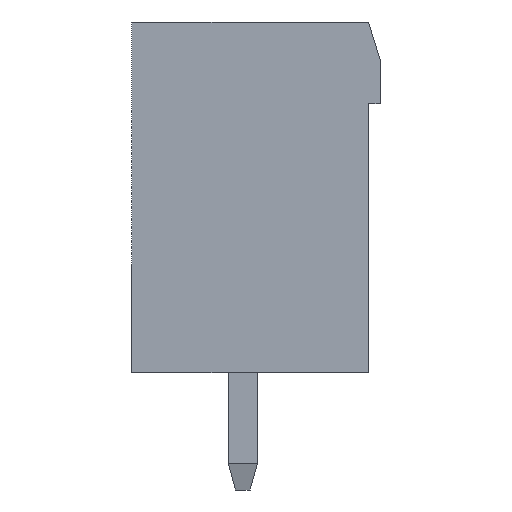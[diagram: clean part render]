
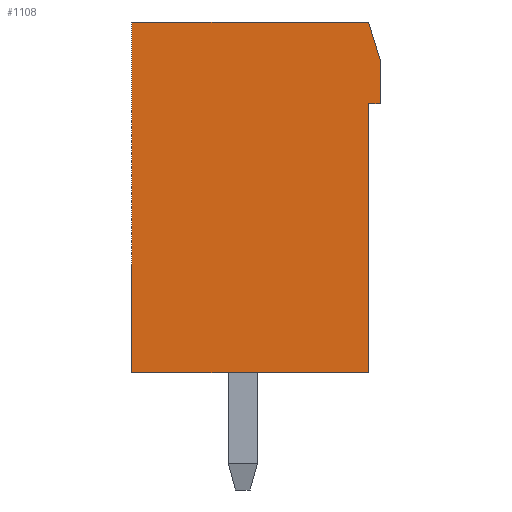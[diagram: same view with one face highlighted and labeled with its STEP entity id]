
A CAD part, left-side view. The second image highlights one B-rep face of the part: STEP entity #1108.
In plain terms, the highlighted planar face has unit normal (-1, 0, 0).
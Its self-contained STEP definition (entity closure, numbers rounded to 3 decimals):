
#1108 = ADVANCED_FACE( '', ( #2815 ), #2816, .T. );
#2815 = FACE_OUTER_BOUND( '', #5285, .T. );
#2816 = PLANE( '', #5286 );
#5285 = EDGE_LOOP( '', ( #7895, #7896, #7897, #7898, #7899, #7900, #7901 ) );
#5286 = AXIS2_PLACEMENT_3D( '', #7902, #7903, #7904 );
#7895 = ORIENTED_EDGE( '', *, *, #15420, .T. );
#7896 = ORIENTED_EDGE( '', *, *, #15421, .T. );
#7897 = ORIENTED_EDGE( '', *, *, #15422, .T. );
#7898 = ORIENTED_EDGE( '', *, *, #15423, .T. );
#7899 = ORIENTED_EDGE( '', *, *, #15424, .T. );
#7900 = ORIENTED_EDGE( '', *, *, #15425, .T. );
#7901 = ORIENTED_EDGE( '', *, *, #15426, .T. );
#7902 = CARTESIAN_POINT( '', ( -59.42, 0., 0. ) );
#7903 = DIRECTION( '', ( -1., 0., 0. ) );
#7904 = DIRECTION( '', ( 0., 0., 1. ) );
#15420 = EDGE_CURVE( '', #18558, #18559, #18560, .T. );
#15421 = EDGE_CURVE( '', #18559, #18561, #18562, .T. );
#15422 = EDGE_CURVE( '', #18561, #18563, #18564, .T. );
#15423 = EDGE_CURVE( '', #18563, #18565, #18566, .T. );
#15424 = EDGE_CURVE( '', #18565, #18567, #18568, .T. );
#15425 = EDGE_CURVE( '', #18567, #18569, #18570, .T. );
#15426 = EDGE_CURVE( '', #18569, #18558, #18571, .T. );
#18558 = VERTEX_POINT( '', #23184 );
#18559 = VERTEX_POINT( '', #23185 );
#18560 = LINE( '', #23186, #23187 );
#18561 = VERTEX_POINT( '', #23188 );
#18562 = LINE( '', #23189, #23190 );
#18563 = VERTEX_POINT( '', #23191 );
#18564 = LINE( '', #23192, #23193 );
#18565 = VERTEX_POINT( '', #23194 );
#18566 = LINE( '', #23195, #23196 );
#18567 = VERTEX_POINT( '', #23197 );
#18568 = LINE( '', #23198, #23199 );
#18569 = VERTEX_POINT( '', #23200 );
#18570 = LINE( '', #23201, #23202 );
#18571 = LINE( '', #23203, #23204 );
#23184 = CARTESIAN_POINT( '', ( -59.42, -4.45, 4.7 ) );
#23185 = CARTESIAN_POINT( '', ( -59.42, -4.05, 6. ) );
#23186 = CARTESIAN_POINT( '', ( -59.42, -4.45, 4.7 ) );
#23187 = VECTOR( '', #29502, 1000. );
#23188 = CARTESIAN_POINT( '', ( -59.42, 4.05, 6. ) );
#23189 = CARTESIAN_POINT( '', ( -59.42, -4.05, 6. ) );
#23190 = VECTOR( '', #29503, 1000. );
#23191 = CARTESIAN_POINT( '', ( -59.42, 4.05, -6. ) );
#23192 = CARTESIAN_POINT( '', ( -59.42, 4.05, 6. ) );
#23193 = VECTOR( '', #29504, 1000. );
#23194 = CARTESIAN_POINT( '', ( -59.42, -4.05, -6. ) );
#23195 = CARTESIAN_POINT( '', ( -59.42, 4.05, -6. ) );
#23196 = VECTOR( '', #29505, 1000. );
#23197 = CARTESIAN_POINT( '', ( -59.42, -4.05, 3.2 ) );
#23198 = CARTESIAN_POINT( '', ( -59.42, -4.05, -6. ) );
#23199 = VECTOR( '', #29506, 1000. );
#23200 = CARTESIAN_POINT( '', ( -59.42, -4.45, 3.2 ) );
#23201 = CARTESIAN_POINT( '', ( -59.42, -4.05, 3.2 ) );
#23202 = VECTOR( '', #29507, 1000. );
#23203 = CARTESIAN_POINT( '', ( -59.42, -4.45, 3.2 ) );
#23204 = VECTOR( '', #29508, 1000. );
#29502 = DIRECTION( '', ( 0., 0.294, 0.956 ) );
#29503 = DIRECTION( '', ( 0., 1., 0. ) );
#29504 = DIRECTION( '', ( 0., 0., -1. ) );
#29505 = DIRECTION( '', ( 0., -1., 0. ) );
#29506 = DIRECTION( '', ( 0., 0., 1. ) );
#29507 = DIRECTION( '', ( 0., -1., 0. ) );
#29508 = DIRECTION( '', ( 0., 0., 1. ) );
